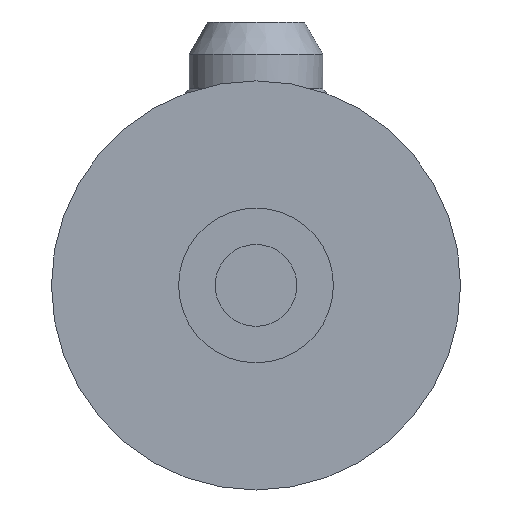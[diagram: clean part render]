
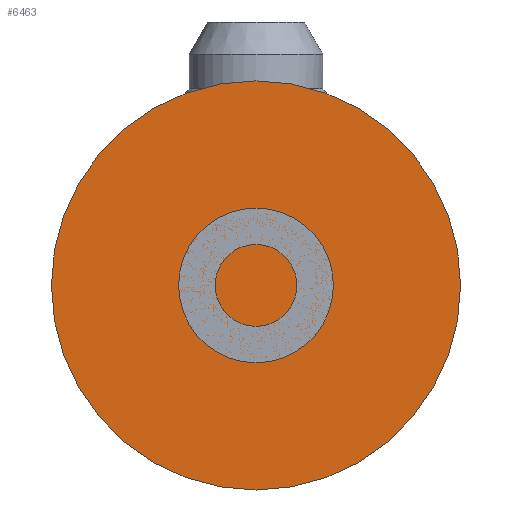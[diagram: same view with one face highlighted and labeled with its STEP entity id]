
A CAD part, left-side view. The second image highlights one B-rep face of the part: STEP entity #6463.
In plain terms, the highlighted planar face has unit normal (-1, 0, 0).
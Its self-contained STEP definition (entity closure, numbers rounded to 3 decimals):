
#3392=ORIENTED_EDGE('',*,*,#4341,.F.);
#4341=EDGE_CURVE('',#4960,#4960,#5122,.T.);
#4960=VERTEX_POINT('',#15521);
#5122=CIRCLE('',#9447,27.5);
#5505=EDGE_LOOP('',(#3392));
#5894=FACE_BOUND('',#5505,.T.);
#6115=PLANE('',#9446);
#6463=ADVANCED_FACE('',(#5894),#6115,.F.);
#9446=AXIS2_PLACEMENT_3D('',#15519,#11004,#11005);
#9447=AXIS2_PLACEMENT_3D('',#15520,#11006,#11007);
#11004=DIRECTION('',(1.,0.,0.));
#11005=DIRECTION('',(0.,0.,1.));
#11006=DIRECTION('',(1.,0.,0.));
#11007=DIRECTION('',(0.,1.,0.));
#15519=CARTESIAN_POINT('',(-27.643,0.,0.));
#15520=CARTESIAN_POINT('',(-27.643,0.,0.));
#15521=CARTESIAN_POINT('',(-27.643,27.5,0.));
